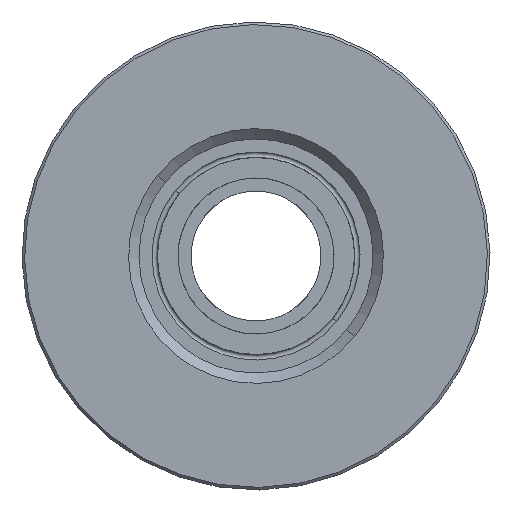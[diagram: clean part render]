
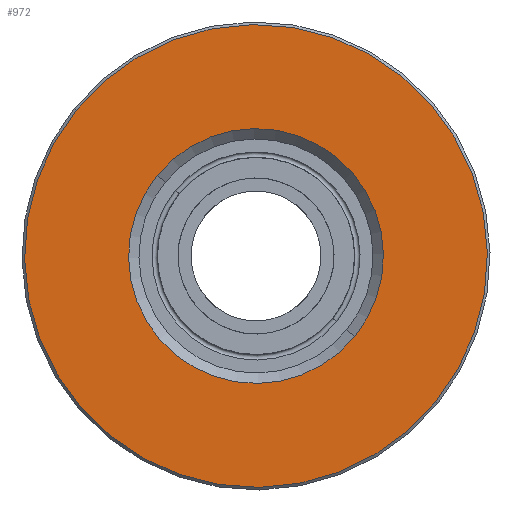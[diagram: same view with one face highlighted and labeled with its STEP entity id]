
A CAD part, front view. The second image highlights one B-rep face of the part: STEP entity #972.
In plain terms, the highlighted planar face has unit normal (0, -1, 0).
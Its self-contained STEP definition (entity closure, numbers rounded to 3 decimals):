
#116 = DIRECTION ( 'NONE',  ( 0., 1., 0. ) ) ;
#221 = ORIENTED_EDGE ( 'NONE', *, *, #1151, .T. ) ;
#266 = CARTESIAN_POINT ( 'NONE',  ( 0., -4.25, 0. ) ) ;
#372 = CIRCLE ( 'NONE', #1676, 8.9 ) ;
#396 = VERTEX_POINT ( 'NONE', #1268 ) ;
#444 = DIRECTION ( 'NONE',  ( 0., 0., 1. ) ) ;
#456 = DIRECTION ( 'NONE',  ( 0., 1., 0. ) ) ;
#533 = FACE_BOUND ( 'NONE', #810, .T. ) ;
#640 = CIRCLE ( 'NONE', #1081, 4.9 ) ;
#671 = ORIENTED_EDGE ( 'NONE', *, *, #1245, .T. ) ;
#681 = EDGE_LOOP ( 'NONE', ( #221, #671 ) ) ;
#810 = EDGE_LOOP ( 'NONE', ( #1565, #1969 ) ) ;
#895 = DIRECTION ( 'NONE',  ( 0., -1., 0. ) ) ;
#930 = FACE_OUTER_BOUND ( 'NONE', #681, .T. ) ;
#972 = ADVANCED_FACE ( 'NONE', ( #930, #533 ), #1728, .F. ) ;
#1013 = CARTESIAN_POINT ( 'NONE',  ( 0., -4.25, 4.9 ) ) ;
#1081 = AXIS2_PLACEMENT_3D ( 'NONE', #1466, #456, #1623 ) ;
#1143 = CARTESIAN_POINT ( 'NONE',  ( 0., -4.25, 0. ) ) ;
#1151 = EDGE_CURVE ( 'NONE', #1499, #396, #2039, .T. ) ;
#1245 = EDGE_CURVE ( 'NONE', #396, #1499, #372, .T. ) ;
#1268 = CARTESIAN_POINT ( 'NONE',  ( 0., -4.25, -8.9 ) ) ;
#1312 = DIRECTION ( 'NONE',  ( 0., 0., 1. ) ) ;
#1377 = AXIS2_PLACEMENT_3D ( 'NONE', #1734, #1666, #1679 ) ;
#1429 = AXIS2_PLACEMENT_3D ( 'NONE', #1143, #116, #1312 ) ;
#1434 = VERTEX_POINT ( 'NONE', #1013 ) ;
#1455 = DIRECTION ( 'NONE',  ( 0., -1., 0. ) ) ;
#1466 = CARTESIAN_POINT ( 'NONE',  ( 0., -4.25, 0. ) ) ;
#1499 = VERTEX_POINT ( 'NONE', #1992 ) ;
#1565 = ORIENTED_EDGE ( 'NONE', *, *, #1925, .T. ) ;
#1623 = DIRECTION ( 'NONE',  ( 0., 0., 1. ) ) ;
#1666 = DIRECTION ( 'NONE',  ( 0., 1., 0. ) ) ;
#1676 = AXIS2_PLACEMENT_3D ( 'NONE', #266, #1455, #444 ) ;
#1679 = DIRECTION ( 'NONE',  ( 0., 0., 1. ) ) ;
#1715 = AXIS2_PLACEMENT_3D ( 'NONE', #1870, #895, #2026 ) ;
#1728 = PLANE ( 'NONE',  #1377 ) ;
#1734 = CARTESIAN_POINT ( 'NONE',  ( 4.5, -4.25, 0. ) ) ;
#1834 = CIRCLE ( 'NONE', #1429, 4.9 ) ;
#1870 = CARTESIAN_POINT ( 'NONE',  ( 0., -4.25, 0. ) ) ;
#1925 = EDGE_CURVE ( 'NONE', #2062, #1434, #640, .T. ) ;
#1969 = ORIENTED_EDGE ( 'NONE', *, *, #1996, .T. ) ;
#1992 = CARTESIAN_POINT ( 'NONE',  ( 0., -4.25, 8.9 ) ) ;
#1996 = EDGE_CURVE ( 'NONE', #1434, #2062, #1834, .T. ) ;
#2026 = DIRECTION ( 'NONE',  ( 0., 0., 1. ) ) ;
#2039 = CIRCLE ( 'NONE', #1715, 8.9 ) ;
#2062 = VERTEX_POINT ( 'NONE', #2097 ) ;
#2097 = CARTESIAN_POINT ( 'NONE',  ( 0., -4.25, -4.9 ) ) ;
